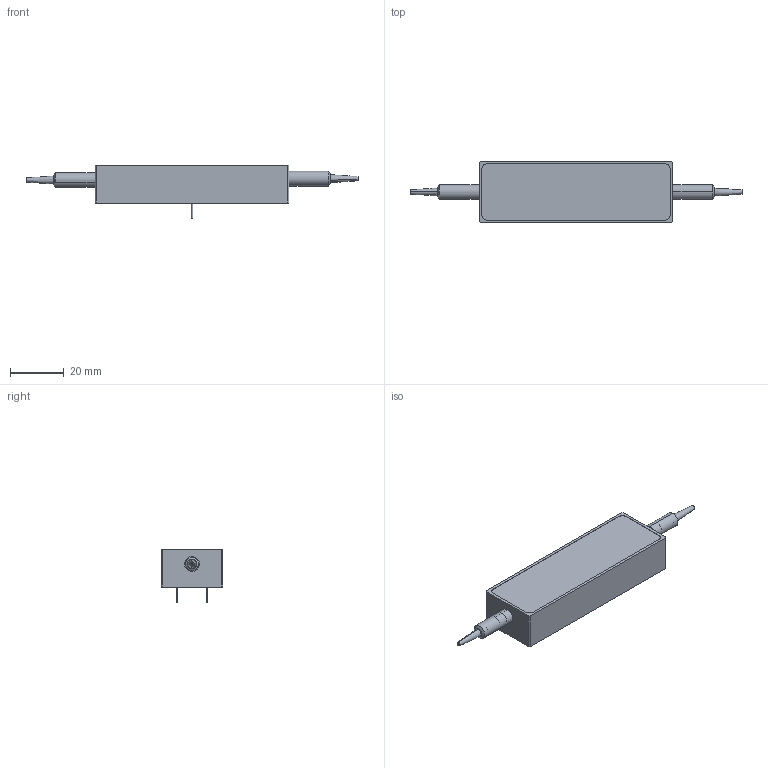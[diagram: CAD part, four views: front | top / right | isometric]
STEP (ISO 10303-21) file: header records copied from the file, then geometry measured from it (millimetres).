
FILE_DESCRIPTION (( 'STEP AP203' ), '1' );
FILE_NAME ('1001786-NPFSW 1X1 1X2 2X2 footprint.STEP', '2023-04-28T21:11:44', ( '' ), ( '' ), 'SwSTEP 2.0', 'SolidWorks 2015', '' );
FILE_SCHEMA (( 'CONFIG_CONTROL_DESIGN' ));
Length unit declared in the file: millimetre
Products named in the file (7): 1001786-NPFSW 1X1 1X2 2X2 footprint; 1001786-NPFSW 1X1 1X2 2X2 lid; Cap&Boot; 1001786-NPFSW 1X1 1X2 2X2 box; Pin&PCB; End cap; Boot
Assembly tree (8 placements, depth 3):
  1001786-NPFSW 1X1 1X2 2X2 footprint
    1001786-NPFSW 1X1 1X2 2X2 box
    1001786-NPFSW 1X1 1X2 2X2 lid
    Cap&Boot  x2
      End cap
      Boot
    Pin&PCB  x2
Bounding box: 123.4 x 23 x 19.8 mm (x, y, z)
Volume: 19081.4 mm3; surface area: 12008 mm2
Topology: 8 solids, 8 shells, 152 faces, 360 edges, 236 vertices
Faces by surface type: plane 76, cylinder 60, cone 16
Entity records: 4227 total; most frequent: DIRECTION 638, CARTESIAN_POINT 593, ORIENTED_EDGE 564, EDGE_CURVE 282, AXIS2_PLACEMENT_3D 231, VERTEX_POINT 186, VECTOR 176, LINE 176
